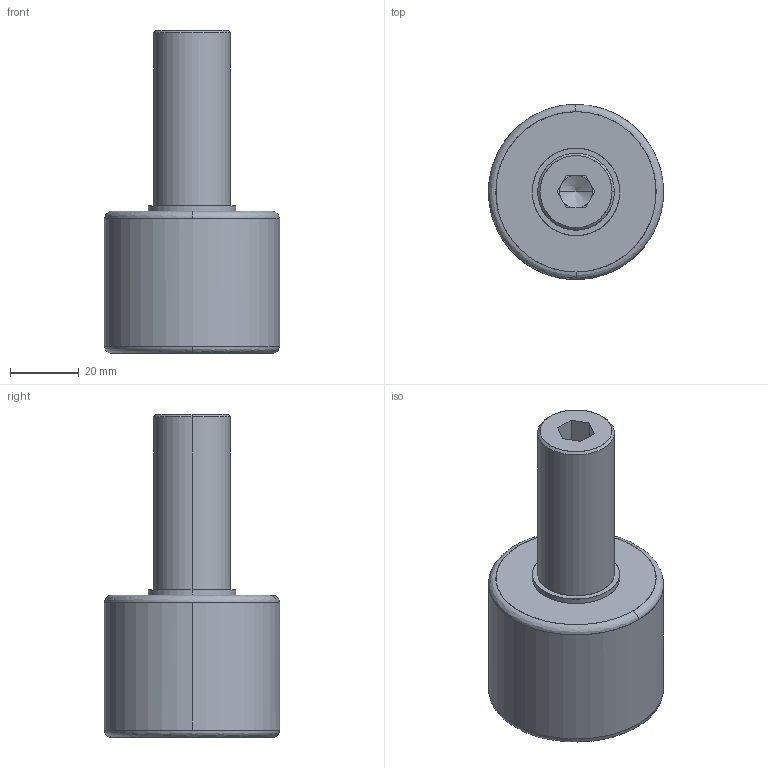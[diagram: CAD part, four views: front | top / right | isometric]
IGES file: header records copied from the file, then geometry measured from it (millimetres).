
Start section: SolidWorks IGES file using analytic representation for surfaces
Global section: file name: PCDEFAU0602145527609.igs; native system: SolidWorks 2005 by SolidWorks Corporation; preprocessor: SolidWorks 2005 by SolidWorks Corporation; author: partstream; date: 050602.145532; units: millimetre
Bounding box: 50.8 x 50.8 x 93.66 mm (x, y, z)
Surface area: 14445 mm2 (no closed solid volume)
Topology: 0 solids, 0 shells, 34 faces, 528 edges, 526 vertices
Faces by surface type: bspline 22, revolution 12
